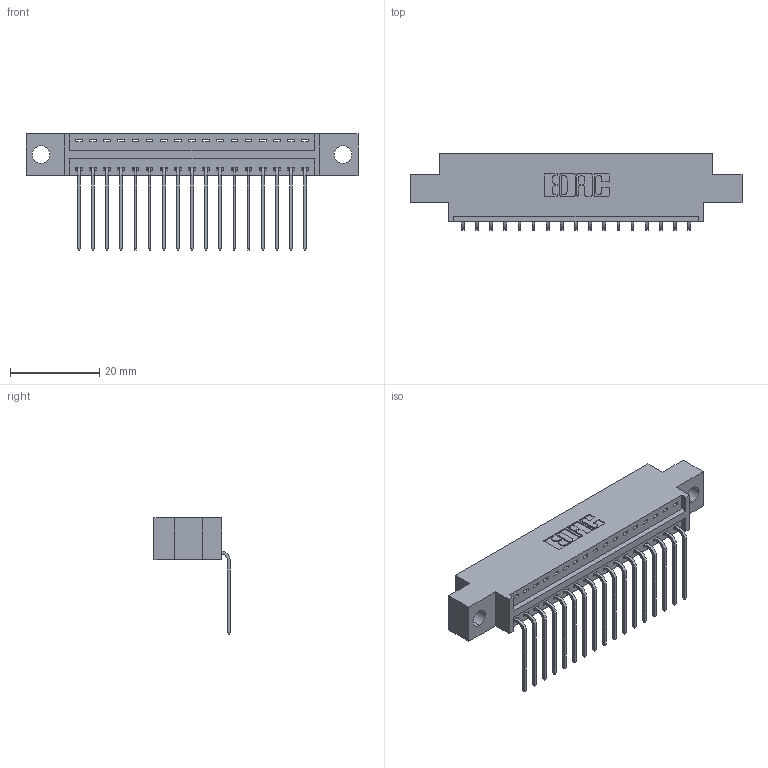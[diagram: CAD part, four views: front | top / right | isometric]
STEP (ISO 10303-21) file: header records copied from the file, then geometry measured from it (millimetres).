
FILE_DESCRIPTION (( 'STEP AP203' ), '1' );
FILE_NAME ('346-017-559-604.STEP', '2022-05-05T13:35:12', ( '' ), ( '' ), 'SwSTEP 2.0', 'SolidWorks 2020', '' );
FILE_SCHEMA (( 'CONFIG_CONTROL_DESIGN' ));
Length unit declared in the file: inch
Products named in the file (3): 346 Part_0.170 Offset - 0.156 Dia-TH; 345-292-001_558 559 Tail - 1; 346-017-559-604
Assembly tree (18 placements, depth 2):
  346-017-559-604
    346 Part_0.170 Offset - 0.156 Dia-TH
    345-292-001_558 559 Tail - 1  x17
Bounding box: 74.55 x 17.08 x 26.16 mm (x, y, z)
Volume: 6759.8 mm3; surface area: 8514.6 mm2
Topology: 18 solids, 18 shells, 1160 faces, 3471 edges, 2290 vertices
Faces by surface type: plane 808, cylinder 352
Entity records: 14551 total; most frequent: CARTESIAN_POINT 2513, ORIENTED_EDGE 2462, DIRECTION 2245, EDGE_CURVE 1231, VECTOR 1031, LINE 1031, VERTEX_POINT 818, AXIS2_PLACEMENT_3D 607
